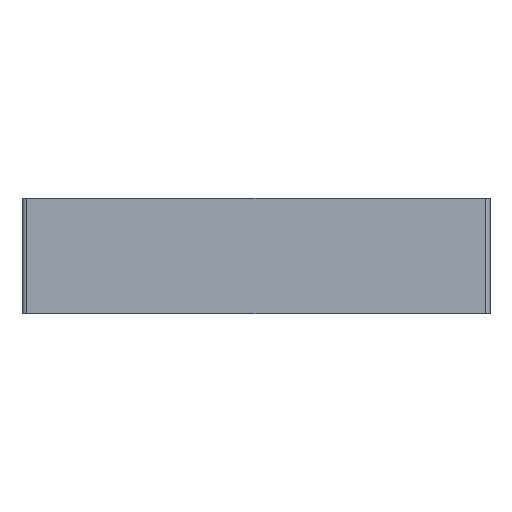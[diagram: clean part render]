
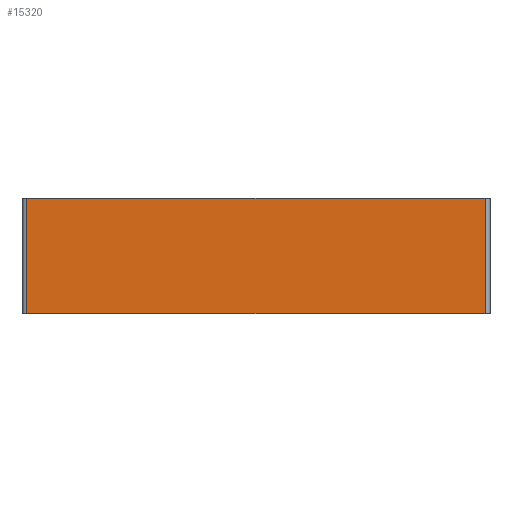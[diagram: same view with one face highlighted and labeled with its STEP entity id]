
A CAD part, front view. The second image highlights one B-rep face of the part: STEP entity #15320.
In plain terms, the highlighted planar face has unit normal (0, -1, 0).
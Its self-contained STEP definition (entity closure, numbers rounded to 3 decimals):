
#44 = PLANE('',#45);
#45 = AXIS2_PLACEMENT_3D('',#46,#47,#48);
#46 = CARTESIAN_POINT('',(0.,0.,35.));
#47 = DIRECTION('',(0.,0.,1.));
#48 = DIRECTION('',(1.,0.,0.));
#72 = CYLINDRICAL_SURFACE('',#73,1.5);
#73 = AXIS2_PLACEMENT_3D('',#74,#75,#76);
#74 = CARTESIAN_POINT('',(1.5,1.5,0.));
#75 = DIRECTION('',(0.,0.,1.));
#76 = DIRECTION('',(-1.,0.,0.));
#100 = PLANE('',#101);
#101 = AXIS2_PLACEMENT_3D('',#102,#103,#104);
#102 = CARTESIAN_POINT('',(0.,0.,0.));
#103 = DIRECTION('',(0.,0.,1.));
#104 = DIRECTION('',(1.,0.,0.));
#313 = VERTEX_POINT('',#314);
#314 = CARTESIAN_POINT('',(1.5,0.,35.));
#336 = EDGE_CURVE('',#313,#337,#339,.T.);
#337 = VERTEX_POINT('',#338);
#338 = CARTESIAN_POINT('',(139.75,0.,35.));
#339 = SURFACE_CURVE('',#340,(#344,#351),.PCURVE_S1.);
#340 = LINE('',#341,#342);
#341 = CARTESIAN_POINT('',(0.,0.,35.));
#342 = VECTOR('',#343,1.);
#343 = DIRECTION('',(1.,0.,0.));
#344 = PCURVE('',#44,#345);
#345 = DEFINITIONAL_REPRESENTATION('',(#346),#350);
#346 = LINE('',#347,#348);
#347 = CARTESIAN_POINT('',(0.,0.));
#348 = VECTOR('',#349,1.);
#349 = DIRECTION('',(1.,0.));
#350 = ( GEOMETRIC_REPRESENTATION_CONTEXT(2) 
PARAMETRIC_REPRESENTATION_CONTEXT() REPRESENTATION_CONTEXT('2D SPACE',''
  ) );
#351 = PCURVE('',#352,#357);
#352 = PLANE('',#353);
#353 = AXIS2_PLACEMENT_3D('',#354,#355,#356);
#354 = CARTESIAN_POINT('',(0.,0.,0.));
#355 = DIRECTION('',(0.,1.,0.));
#356 = DIRECTION('',(0.,0.,1.));
#357 = DEFINITIONAL_REPRESENTATION('',(#358),#362);
#358 = LINE('',#359,#360);
#359 = CARTESIAN_POINT('',(35.,0.));
#360 = VECTOR('',#361,1.);
#361 = DIRECTION('',(0.,1.));
#362 = ( GEOMETRIC_REPRESENTATION_CONTEXT(2) 
PARAMETRIC_REPRESENTATION_CONTEXT() REPRESENTATION_CONTEXT('2D SPACE',''
  ) );
#381 = CYLINDRICAL_SURFACE('',#382,1.5);
#382 = AXIS2_PLACEMENT_3D('',#383,#384,#385);
#383 = CARTESIAN_POINT('',(139.75,1.5,0.));
#384 = DIRECTION('',(0.,0.,1.));
#385 = DIRECTION('',(0.,-1.,0.));
#7931 = VERTEX_POINT('',#7932);
#7932 = CARTESIAN_POINT('',(1.5,0.,0.));
#7954 = EDGE_CURVE('',#7931,#7955,#7957,.T.);
#7955 = VERTEX_POINT('',#7956);
#7956 = CARTESIAN_POINT('',(139.75,0.,0.));
#7957 = SURFACE_CURVE('',#7958,(#7962,#7969),.PCURVE_S1.);
#7958 = LINE('',#7959,#7960);
#7959 = CARTESIAN_POINT('',(0.,0.,0.));
#7960 = VECTOR('',#7961,1.);
#7961 = DIRECTION('',(1.,0.,0.));
#7962 = PCURVE('',#100,#7963);
#7963 = DEFINITIONAL_REPRESENTATION('',(#7964),#7968);
#7964 = LINE('',#7965,#7966);
#7965 = CARTESIAN_POINT('',(0.,0.));
#7966 = VECTOR('',#7967,1.);
#7967 = DIRECTION('',(1.,0.));
#7968 = ( GEOMETRIC_REPRESENTATION_CONTEXT(2) 
PARAMETRIC_REPRESENTATION_CONTEXT() REPRESENTATION_CONTEXT('2D SPACE',''
  ) );
#7969 = PCURVE('',#352,#7970);
#7970 = DEFINITIONAL_REPRESENTATION('',(#7971),#7975);
#7971 = LINE('',#7972,#7973);
#7972 = CARTESIAN_POINT('',(0.,0.));
#7973 = VECTOR('',#7974,1.);
#7974 = DIRECTION('',(0.,1.));
#7975 = ( GEOMETRIC_REPRESENTATION_CONTEXT(2) 
PARAMETRIC_REPRESENTATION_CONTEXT() REPRESENTATION_CONTEXT('2D SPACE',''
  ) );
#8538 = EDGE_CURVE('',#7931,#313,#8539,.T.);
#8539 = SURFACE_CURVE('',#8540,(#8544,#8551),.PCURVE_S1.);
#8540 = LINE('',#8541,#8542);
#8541 = CARTESIAN_POINT('',(1.5,0.,0.));
#8542 = VECTOR('',#8543,1.);
#8543 = DIRECTION('',(0.,0.,1.));
#8544 = PCURVE('',#72,#8545);
#8545 = DEFINITIONAL_REPRESENTATION('',(#8546),#8550);
#8546 = LINE('',#8547,#8548);
#8547 = CARTESIAN_POINT('',(1.571,0.));
#8548 = VECTOR('',#8549,1.);
#8549 = DIRECTION('',(0.,1.));
#8550 = ( GEOMETRIC_REPRESENTATION_CONTEXT(2) 
PARAMETRIC_REPRESENTATION_CONTEXT() REPRESENTATION_CONTEXT('2D SPACE',''
  ) );
#8551 = PCURVE('',#352,#8552);
#8552 = DEFINITIONAL_REPRESENTATION('',(#8553),#8557);
#8553 = LINE('',#8554,#8555);
#8554 = CARTESIAN_POINT('',(0.,1.5));
#8555 = VECTOR('',#8556,1.);
#8556 = DIRECTION('',(1.,0.));
#8557 = ( GEOMETRIC_REPRESENTATION_CONTEXT(2) 
PARAMETRIC_REPRESENTATION_CONTEXT() REPRESENTATION_CONTEXT('2D SPACE',''
  ) );
#15300 = EDGE_CURVE('',#7955,#337,#15301,.T.);
#15301 = SURFACE_CURVE('',#15302,(#15306,#15313),.PCURVE_S1.);
#15302 = LINE('',#15303,#15304);
#15303 = CARTESIAN_POINT('',(139.75,0.,0.));
#15304 = VECTOR('',#15305,1.);
#15305 = DIRECTION('',(0.,0.,1.));
#15306 = PCURVE('',#381,#15307);
#15307 = DEFINITIONAL_REPRESENTATION('',(#15308),#15312);
#15308 = LINE('',#15309,#15310);
#15309 = CARTESIAN_POINT('',(0.,0.));
#15310 = VECTOR('',#15311,1.);
#15311 = DIRECTION('',(0.,1.));
#15312 = ( GEOMETRIC_REPRESENTATION_CONTEXT(2) 
PARAMETRIC_REPRESENTATION_CONTEXT() REPRESENTATION_CONTEXT('2D SPACE',''
  ) );
#15313 = PCURVE('',#352,#15314);
#15314 = DEFINITIONAL_REPRESENTATION('',(#15315),#15319);
#15315 = LINE('',#15316,#15317);
#15316 = CARTESIAN_POINT('',(0.,139.75));
#15317 = VECTOR('',#15318,1.);
#15318 = DIRECTION('',(1.,0.));
#15319 = ( GEOMETRIC_REPRESENTATION_CONTEXT(2) 
PARAMETRIC_REPRESENTATION_CONTEXT() REPRESENTATION_CONTEXT('2D SPACE',''
  ) );
#15320 = ADVANCED_FACE('',(#15321),#352,.F.);
#15321 = FACE_BOUND('',#15322,.F.);
#15322 = EDGE_LOOP('',(#15323,#15324,#15325,#15326));
#15323 = ORIENTED_EDGE('',*,*,#7954,.F.);
#15324 = ORIENTED_EDGE('',*,*,#8538,.T.);
#15325 = ORIENTED_EDGE('',*,*,#336,.T.);
#15326 = ORIENTED_EDGE('',*,*,#15300,.F.);
